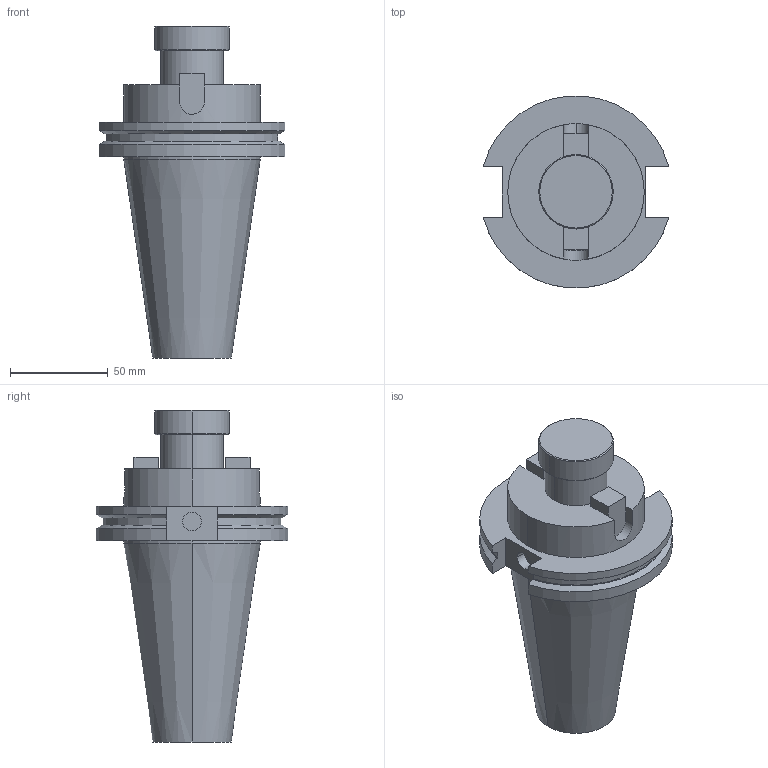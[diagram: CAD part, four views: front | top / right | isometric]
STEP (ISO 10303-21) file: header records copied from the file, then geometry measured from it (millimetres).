
FILE_DESCRIPTION (( 'STEP AP203' ), '1' );
FILE_NAME ('STP-44.151.72.150.STEP', '2020-06-30T06:35:31', ( '' ), ( '' ), 'SwSTEP 2.0', 'SolidWorks 2017', '' );
FILE_SCHEMA (( 'CONFIG_CONTROL_DESIGN' ));
Length unit declared in the file: millimetre
Products named in the file (1): STP-44.151.72.150
Bounding box: 94.95 x 98.05 x 169.85 mm (x, y, z)
Volume: 439003.7 mm3; surface area: 55213.3 mm2
Topology: 4 solids, 4 shells, 79 faces, 184 edges, 117 vertices
Faces by surface type: plane 35, cylinder 28, cone 16
Entity records: 2397 total; most frequent: CARTESIAN_POINT 488, DIRECTION 398, ORIENTED_EDGE 364, EDGE_CURVE 182, AXIS2_PLACEMENT_3D 147, VERTEX_POINT 117, LINE 104, VECTOR 104
